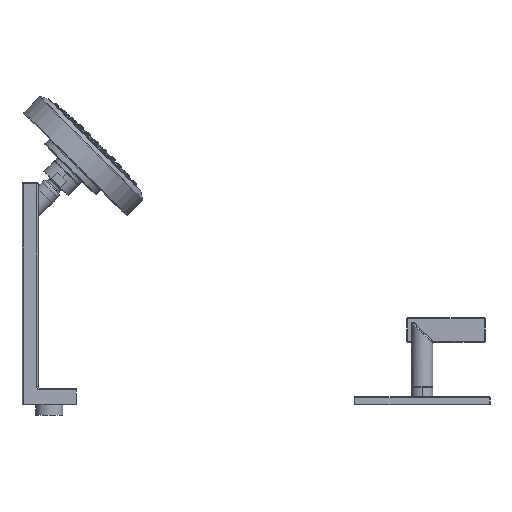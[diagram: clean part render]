
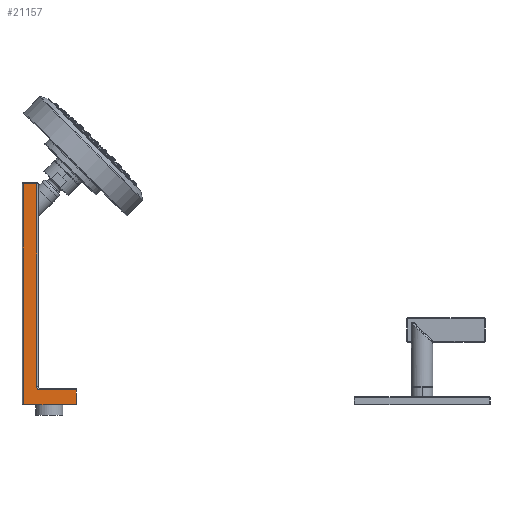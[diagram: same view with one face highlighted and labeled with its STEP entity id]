
A CAD part, left-side view. The second image highlights one B-rep face of the part: STEP entity #21157.
In plain terms, the highlighted planar face has unit normal (-1, 0, 0).
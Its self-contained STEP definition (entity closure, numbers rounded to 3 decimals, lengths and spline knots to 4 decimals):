
#16895=DIRECTION('',(0.,0.,-1.));
#16896=VECTOR('',#16895,8.94);
#16897=CARTESIAN_POINT('',(-0.875,16.14,12.69));
#16898=LINE('',#16897,#16896);
#16902=DIRECTION('',(0.,1.,0.));
#16903=VECTOR('',#16902,0.534);
#16904=CARTESIAN_POINT('',(-0.875,15.606,12.69));
#16905=LINE('',#16904,#16903);
#16909=DIRECTION('',(0.,0.,1.));
#16910=VECTOR('',#16909,8.206);
#16911=CARTESIAN_POINT('',(-0.875,15.606,4.484));
#16912=LINE('',#16911,#16910);
#16916=CARTESIAN_POINT('',(-0.875,15.466,4.484));
#16917=DIRECTION('',(1.,0.,0.));
#16918=DIRECTION('',(0.,0.,-1.));
#16919=AXIS2_PLACEMENT_3D('',#16916,#16917,#16918);
#16924=DIRECTION('',(0.,1.,0.));
#16925=VECTOR('',#16924,1.466);
#16926=CARTESIAN_POINT('',(-0.875,14.,4.344));
#16927=LINE('',#16926,#16925);
#16931=DIRECTION('',(0.,0.,-1.));
#16932=VECTOR('',#16931,0.594);
#16933=CARTESIAN_POINT('',(-0.875,14.,4.344));
#16934=LINE('',#16933,#16932);
#16938=DIRECTION('',(0.,1.,0.));
#16939=VECTOR('',#16938,1.1);
#16940=CARTESIAN_POINT('',(-0.875,14.,3.75));
#16941=LINE('',#16940,#16939);
#16945=DIRECTION('',(0.,1.,0.));
#16946=VECTOR('',#16945,1.04);
#16947=CARTESIAN_POINT('',(-0.875,15.1,3.75));
#16948=LINE('',#16947,#16946);
#18560=CARTESIAN_POINT('',(-0.875,14.,3.75));
#18562=VERTEX_POINT('',#18560);
#18572=CARTESIAN_POINT('',(-0.875,15.1,3.75));
#18574=VERTEX_POINT('',#18572);
#18580=CARTESIAN_POINT('',(-0.875,16.14,3.75));
#18582=VERTEX_POINT('',#18580);
#18586=CARTESIAN_POINT('',(-0.875,16.14,12.69));
#18587=VERTEX_POINT('',#18586);
#18622=CARTESIAN_POINT('',(-0.875,15.606,12.69));
#18623=VERTEX_POINT('',#18622);
#18624=CARTESIAN_POINT('',(-0.875,15.606,4.484));
#18625=VERTEX_POINT('',#18624);
#18628=CARTESIAN_POINT('',(-0.875,15.466,4.344));
#18629=VERTEX_POINT('',#18628);
#18633=CARTESIAN_POINT('',(-0.875,14.,4.344));
#18635=VERTEX_POINT('',#18633);
#21137=CARTESIAN_POINT('',(-0.875,14.,3.75));
#21138=DIRECTION('',(1.,0.,0.));
#21139=DIRECTION('',(0.,0.,-1.));
#21140=AXIS2_PLACEMENT_3D('',#21137,#21138,#21139);
#21141=PLANE('',#21140);
#21142=ORIENTED_EDGE('',*,*,#20869,.F.);
#21143=ORIENTED_EDGE('',*,*,#21097,.F.);
#21145=ORIENTED_EDGE('',*,*,#21144,.F.);
#21147=ORIENTED_EDGE('',*,*,#21146,.F.);
#21149=ORIENTED_EDGE('',*,*,#21148,.F.);
#21151=ORIENTED_EDGE('',*,*,#21150,.T.);
#21153=ORIENTED_EDGE('',*,*,#21152,.T.);
#21154=ORIENTED_EDGE('',*,*,#20841,.T.);
#21155=EDGE_LOOP('',(#21142,#21143,#21145,#21147,#21149,#21151,#21153,#21154));
#21156=FACE_OUTER_BOUND('',#21155,.F.);
#16920=CIRCLE('',#16919,0.14);
#20841=EDGE_CURVE('',#18574,#18582,#16948,.T.);
#20869=EDGE_CURVE('',#18587,#18582,#16898,.T.);
#21097=EDGE_CURVE('',#18623,#18587,#16905,.T.);
#21144=EDGE_CURVE('',#18625,#18623,#16912,.T.);
#21146=EDGE_CURVE('',#18629,#18625,#16920,.T.);
#21148=EDGE_CURVE('',#18635,#18629,#16927,.T.);
#21150=EDGE_CURVE('',#18635,#18562,#16934,.T.);
#21152=EDGE_CURVE('',#18562,#18574,#16941,.T.);
#21157=ADVANCED_FACE('',(#21156),#21141,.F.);
